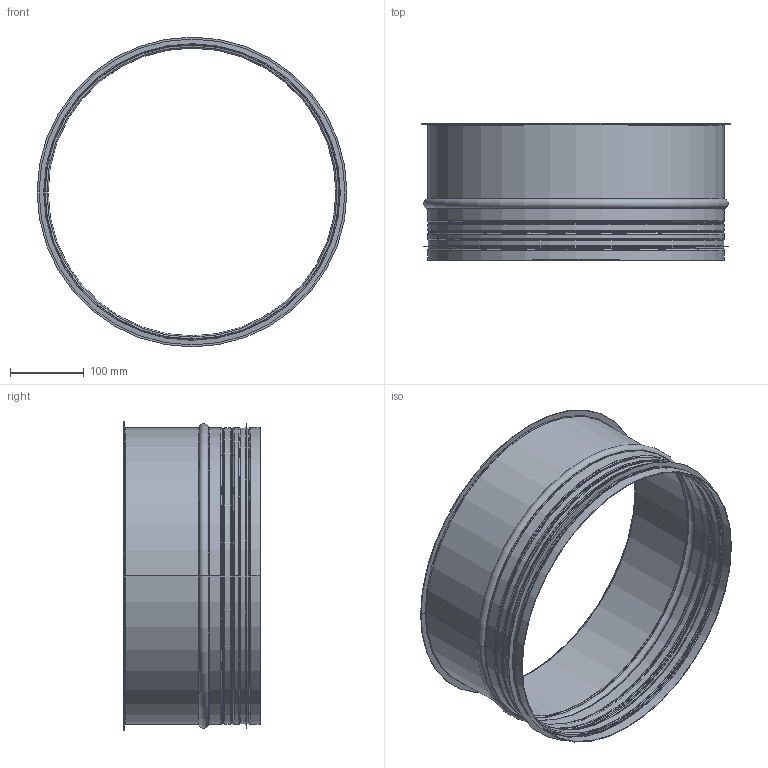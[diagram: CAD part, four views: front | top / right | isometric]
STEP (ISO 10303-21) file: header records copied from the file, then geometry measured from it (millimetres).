
FILE_DESCRIPTION(/* description */ ('Rörämne stos m. kant nippel'),/* implementation_level */ '2;1');
FILE_NAME(/* name */ 'HSKH-6.stp',/* time_stamp */ '2016-02-11T08:38:00+01:00',/* author */ ('John'),/* organization */ (''),/* preprocessor_version */ 'ST-DEVELOPER v15.6',/* originating_system */ 'Autodesk Inventor 2015',/* authorisation */ '');
FILE_SCHEMA (('AUTOMOTIVE_DESIGN { 1 0 10303 214 3 1 1 }'));
Length unit declared in the file: millimetre
Products named in the file (4): HSKH-AA-6; HIK-AA-7; HIK-AB-7; HSKH-6
Assembly tree (3 placements, depth 2):
  HSKH-6
    HSKH-AA-6
    HIK-AA-7
    HIK-AB-7
Bounding box: 420 x 185 x 420 mm (x, y, z)
Volume: 320582.3 mm3; surface area: 604786.7 mm2
Topology: 3 solids, 3 shells, 112 faces, 220 edges, 114 vertices
Faces by surface type: plane 53, torus 30, cylinder 19, cone 10
Full cylindrical faces by diameter (mm): 397 x2, 400.6 x2, 401.6 x1, 414.6 x1
Entity records: 2937 total; most frequent: DIRECTION 558, CARTESIAN_POINT 439, ORIENTED_EDGE 412, AXIS2_PLACEMENT_3D 233, EDGE_CURVE 206, EDGE_LOOP 130, STYLED_ITEM 115, CIRCLE 114
